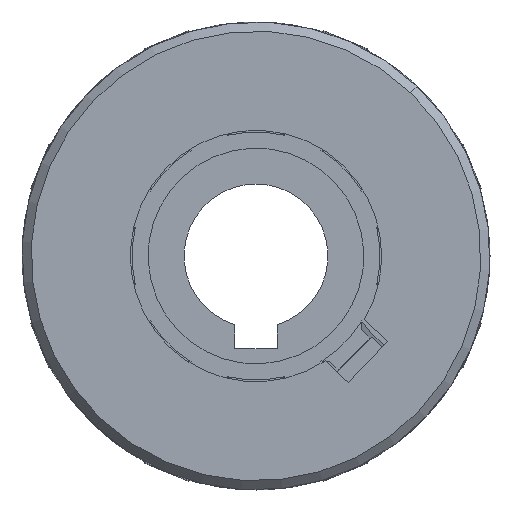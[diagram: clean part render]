
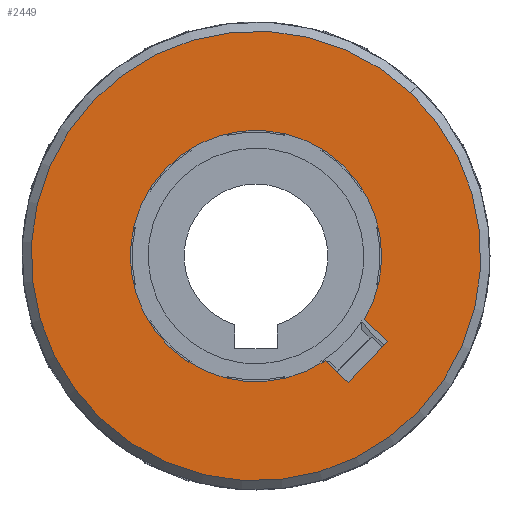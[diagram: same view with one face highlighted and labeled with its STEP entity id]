
A CAD part, front view. The second image highlights one B-rep face of the part: STEP entity #2449.
In plain terms, the highlighted planar face has unit normal (0, -1, 0).
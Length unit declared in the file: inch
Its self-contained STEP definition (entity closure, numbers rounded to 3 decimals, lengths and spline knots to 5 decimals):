
#122 = CARTESIAN_POINT ( 'NONE',  ( 1.20752, -2.42174, 0.49874 ) ) ;
#413 = EDGE_CURVE ( 'NONE', #3744, #5510, #8740, .T. ) ;
#463 = EDGE_CURVE ( 'NONE', #6326, #827, #4289, .T. ) ;
#717 = ORIENTED_EDGE ( 'NONE', *, *, #463, .F. ) ;
#827 = VERTEX_POINT ( 'NONE', #8326 ) ;
#900 = AXIS2_PLACEMENT_3D ( 'NONE', #2009, #6842, #2711 ) ;
#1140 = CARTESIAN_POINT ( 'NONE',  ( 0.73433, -2.42174, 0. ) ) ;
#1356 = VERTEX_POINT ( 'NONE', #6170 ) ;
#1857 = DIRECTION ( 'NONE',  ( -0.688, 0., -0.725 ) ) ;
#2009 = CARTESIAN_POINT ( 'NONE',  ( 0.73433, -2.42174, 0. ) ) ;
#2130 = EDGE_LOOP ( 'NONE', ( #4696, #5137, #6312, #717, #2503, #9041 ) ) ;
#2374 = DIRECTION ( 'NONE',  ( 0., -1., 0. ) ) ;
#2449 = ADVANCED_FACE ( 'NONE', ( #3926, #5747 ), #4598, .T. ) ;
#2503 = ORIENTED_EDGE ( 'NONE', *, *, #5300, .F. ) ;
#2711 = DIRECTION ( 'NONE',  ( -0.688, 0., -0.725 ) ) ;
#2765 = EDGE_CURVE ( 'NONE', #827, #3092, #4012, .T. ) ;
#2875 = EDGE_CURVE ( 'NONE', #8867, #1356, #6607, .T. ) ;
#2939 = DIRECTION ( 'NONE',  ( -0.688, 0., -0.725 ) ) ;
#2963 = CARTESIAN_POINT ( 'NONE',  ( 0.73433, -2.42174, 0. ) ) ;
#3092 = VERTEX_POINT ( 'NONE', #6272 ) ;
#3209 = DIRECTION ( 'NONE',  ( 0., -1., 0. ) ) ;
#3231 = VECTOR ( 'NONE', #5040, 39.37008 ) ;
#3447 = LINE ( 'NONE', #3873, #7118 ) ;
#3697 = CARTESIAN_POINT ( 'NONE',  ( 1.45397, -2.42174, -0.46739 ) ) ;
#3744 = VERTEX_POINT ( 'NONE', #3697 ) ;
#3829 = CARTESIAN_POINT ( 'NONE',  ( 0.73433, -2.42174, 0. ) ) ;
#3873 = CARTESIAN_POINT ( 'NONE',  ( 1.45397, -2.42174, -0.46739 ) ) ;
#3926 = FACE_OUTER_BOUND ( 'NONE', #4406, .T. ) ;
#3996 = DIRECTION ( 'NONE',  ( 0.725, 0., -0.688 ) ) ;
#4012 = LINE ( 'NONE', #5345, #5624 ) ;
#4043 = DIRECTION ( 'NONE',  ( 0., -1., 0. ) ) ;
#4086 = ORIENTED_EDGE ( 'NONE', *, *, #7780, .T. ) ;
#4289 = CIRCLE ( 'NONE', #7994, 0.6875 ) ;
#4406 = EDGE_LOOP ( 'NONE', ( #4086, #8683 ) ) ;
#4526 = DIRECTION ( 'NONE',  ( -0.688, 0., -0.725 ) ) ;
#4598 = PLANE ( 'NONE',  #7672 ) ;
#4659 = AXIS2_PLACEMENT_3D ( 'NONE', #8172, #4043, #8871 ) ;
#4696 = ORIENTED_EDGE ( 'NONE', *, *, #413, .F. ) ;
#4997 = CARTESIAN_POINT ( 'NONE',  ( 1.45397, -2.42174, -0.46739 ) ) ;
#5040 = DIRECTION ( 'NONE',  ( -0.725, 0., 0.688 ) ) ;
#5137 = ORIENTED_EDGE ( 'NONE', *, *, #5885, .F. ) ;
#5300 = EDGE_CURVE ( 'NONE', #7737, #6326, #7990, .T. ) ;
#5345 = CARTESIAN_POINT ( 'NONE',  ( 1.23888, -2.42174, -0.69409 ) ) ;
#5510 = VERTEX_POINT ( 'NONE', #9053 ) ;
#5624 = VECTOR ( 'NONE', #3996, 39.37008 ) ;
#5747 = FACE_BOUND ( 'NONE', #2130, .T. ) ;
#5885 = EDGE_CURVE ( 'NONE', #3092, #3744, #3447, .T. ) ;
#6025 = DIRECTION ( 'NONE',  ( 0., -1., 0. ) ) ;
#6170 = CARTESIAN_POINT ( 'NONE',  ( 1.58091, -2.42174, 0.8923 ) ) ;
#6272 = CARTESIAN_POINT ( 'NONE',  ( 1.23888, -2.42174, -0.69409 ) ) ;
#6312 = ORIENTED_EDGE ( 'NONE', *, *, #2765, .F. ) ;
#6326 = VERTEX_POINT ( 'NONE', #7229 ) ;
#6513 = CARTESIAN_POINT ( 'NONE',  ( 0.73433, -2.42174, 0. ) ) ;
#6607 = CIRCLE ( 'NONE', #900, 1.23 ) ;
#6842 = DIRECTION ( 'NONE',  ( 0., -1., 0. ) ) ;
#6872 = AXIS2_PLACEMENT_3D ( 'NONE', #3829, #8645, #4526 ) ;
#7118 = VECTOR ( 'NONE', #8688, 39.37008 ) ;
#7206 = DIRECTION ( 'NONE',  ( -0.688, 0., -0.725 ) ) ;
#7229 = CARTESIAN_POINT ( 'NONE',  ( 0.26114, -2.42174, -0.49874 ) ) ;
#7408 = CIRCLE ( 'NONE', #9061, 1.23 ) ;
#7619 = CARTESIAN_POINT ( 'NONE',  ( -0.11226, -2.42174, -0.8923 ) ) ;
#7672 = AXIS2_PLACEMENT_3D ( 'NONE', #1140, #6025, #1857 ) ;
#7737 = VERTEX_POINT ( 'NONE', #122 ) ;
#7780 = EDGE_CURVE ( 'NONE', #1356, #8867, #7408, .T. ) ;
#7990 = CIRCLE ( 'NONE', #6872, 0.6875 ) ;
#7994 = AXIS2_PLACEMENT_3D ( 'NONE', #2963, #3209, #2939 ) ;
#8172 = CARTESIAN_POINT ( 'NONE',  ( 0.73433, -2.42174, 0. ) ) ;
#8184 = EDGE_CURVE ( 'NONE', #5510, #7737, #8231, .T. ) ;
#8231 = CIRCLE ( 'NONE', #4659, 0.6875 ) ;
#8326 = CARTESIAN_POINT ( 'NONE',  ( 1.11248, -2.42174, -0.57416 ) ) ;
#8645 = DIRECTION ( 'NONE',  ( 0., -1., 0. ) ) ;
#8683 = ORIENTED_EDGE ( 'NONE', *, *, #2875, .T. ) ;
#8688 = DIRECTION ( 'NONE',  ( 0.688, 0., 0.725 ) ) ;
#8740 = LINE ( 'NONE', #4997, #3231 ) ;
#8867 = VERTEX_POINT ( 'NONE', #7619 ) ;
#8871 = DIRECTION ( 'NONE',  ( -0.688, 0., -0.725 ) ) ;
#9041 = ORIENTED_EDGE ( 'NONE', *, *, #8184, .F. ) ;
#9053 = CARTESIAN_POINT ( 'NONE',  ( 1.32756, -2.42174, -0.34746 ) ) ;
#9061 = AXIS2_PLACEMENT_3D ( 'NONE', #6513, #2374, #7206 ) ;
